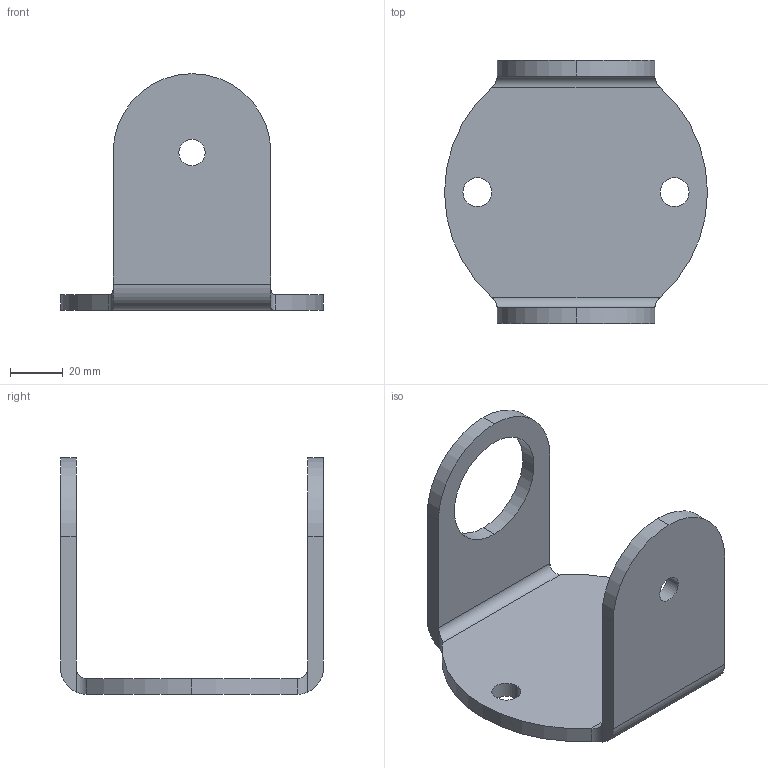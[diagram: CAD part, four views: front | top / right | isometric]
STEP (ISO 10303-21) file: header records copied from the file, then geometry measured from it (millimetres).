
FILE_DESCRIPTION (( 'STEP AP203' ), '1' );
FILE_NAME ('50136-240.STEP', '2021-03-03T09:22:03', ( '' ), ( '' ), 'SwSTEP 2.0', 'SolidWorks 2018', '' );
FILE_SCHEMA (( 'CONFIG_CONTROL_DESIGN' ));
Length unit declared in the file: millimetre
Products named in the file (2): 50136-240
Bounding box: 100 x 100 x 90 mm (x, y, z)
Volume: 93383.9 mm3; surface area: 36245.7 mm2
Topology: 1 solids, 1 shells, 296 faces, 803 edges, 534 vertices
Faces by surface type: plane 150, bspline 123, cylinder 23
Entity records: 15638 total; most frequent: CARTESIAN_POINT 8846, ORIENTED_EDGE 1606, DIRECTION 925, EDGE_CURVE 803, VERTEX_POINT 534, LINE 507, VECTOR 507, EDGE_LOOP 329
